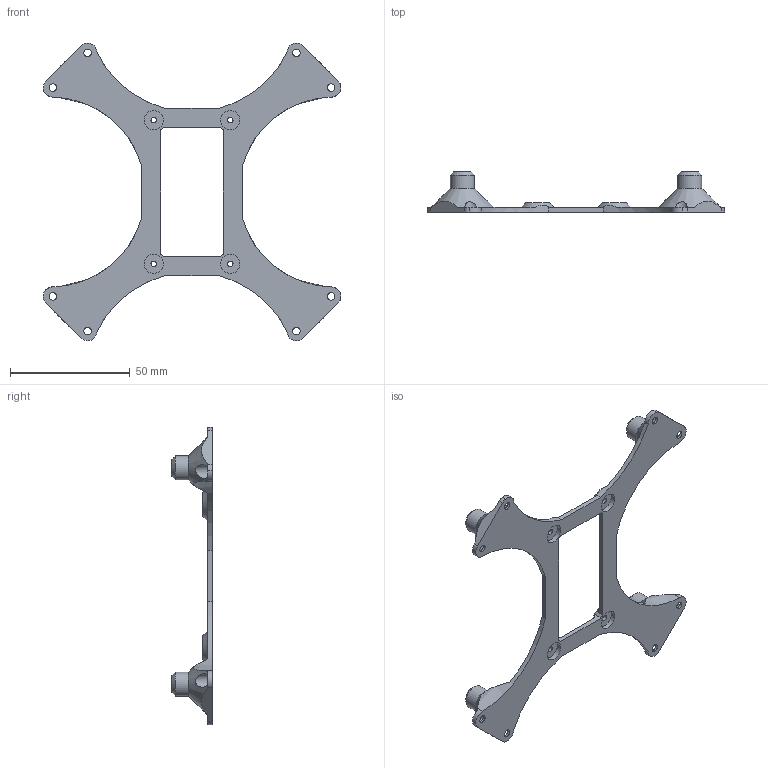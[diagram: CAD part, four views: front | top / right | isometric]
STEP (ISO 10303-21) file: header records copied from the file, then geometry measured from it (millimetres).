
FILE_DESCRIPTION(/* description */ (''),/* implementation_level */ '2;1');
FILE_NAME(/* name */ 'NUC_pixhawk_combo_mount.step',/* time_stamp */ '2021-11-05T10:45:28+01:00',/* author */ (''),/* organization */ (''),/* preprocessor_version */ 'ST-DEVELOPER v18.1',/* originating_system */ 'Autodesk Translation Framework v10.10.0.1391',/* authorisation */ '');
FILE_SCHEMA (('AUTOMOTIVE_DESIGN { 1 0 10303 214 3 1 1 }'));
Length unit declared in the file: millimetre
Products named in the file (2): NUC_pixhawk_combo_mount; Component1
Assembly tree (1 placements, depth 2):
  NUC_pixhawk_combo_mount
    Component1
Bounding box: 124.32 x 17 x 124.31 mm (x, y, z)
Volume: 17806.2 mm3; surface area: 14319.2 mm2
Topology: 1 solids, 1 shells, 191 faces, 514 edges, 328 vertices
Faces by surface type: plane 125, cylinder 54, cone 12
Full cylindrical faces by diameter (mm): 2.3 x4, 3.1 x8, 5.6 x8, 8 x4, 10 x4
Entity records: 6297 total; most frequent: CARTESIAN_POINT 1504, ORIENTED_EDGE 1028, DIRECTION 982, EDGE_CURVE 514, AXIS2_PLACEMENT_3D 362, VERTEX_POINT 328, LINE 258, VECTOR 258
